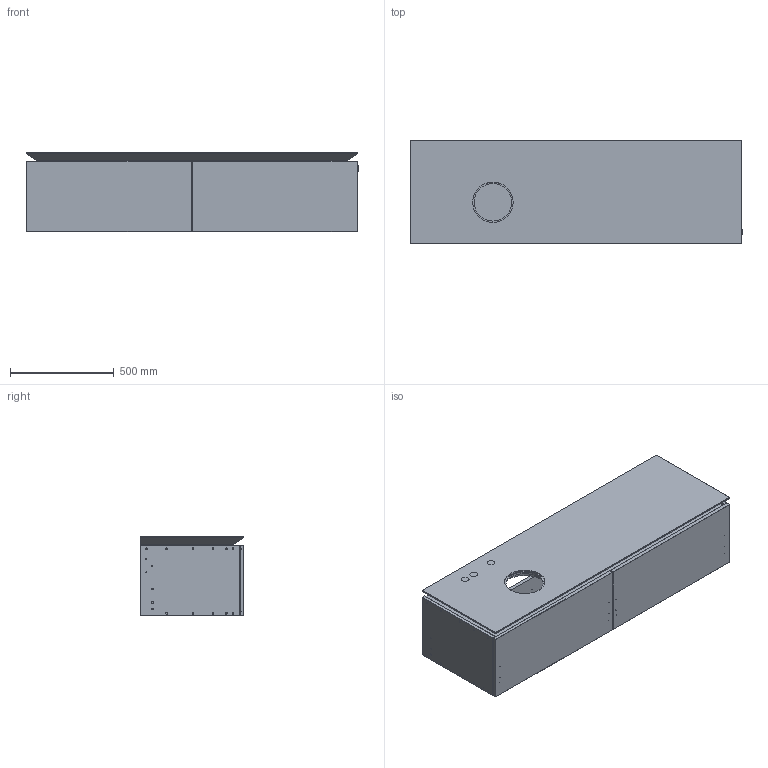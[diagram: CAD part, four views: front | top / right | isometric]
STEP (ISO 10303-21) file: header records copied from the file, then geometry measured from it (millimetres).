
FILE_DESCRIPTION((' '),'2;1');
FILE_NAME('B59500_B595L0.stp','2022-05-16T08:07:35',(' '),(' '),' ','ACIS',' ');
FILE_SCHEMA(('CONFIG_CONTROL_DESIGN'));
Length unit declared in the file: millimetre
Products named in the file (18): B59500_B595L0.stp; Körper1; Körper2; Körper3; Körper4; Körper5; Körper6; Körper7; Körper8; Körper9; Körper10; Körper11; Körper12; Körper13; Körper14; Körper15; Körper16; Körper17
Assembly tree (17 placements, depth 2):
  B59500_B595L0.stp
    Körper1
    Körper2
    Körper3
    Körper4
    Körper5
    Körper6
    Körper7
    Körper8
    Körper9
    Körper10
    Körper11
    Körper12
    Körper13
    Körper14
    Körper15
    Körper16
    Körper17
Bounding box: 1601.5 x 500 x 381.8 mm (x, y, z)
Volume: 78135550 mm3; surface area: 7994468.5 mm2
Topology: 17 solids, 17 shells, 655 faces, 1323 edges, 896 vertices
Faces by surface type: plane 398, cylinder 255, cone 1, torus 1
Full cylindrical faces by diameter (mm): 3 x82, 5 x25, 6.5 x4, 8 x51, 8.01 x38, 10 x16, 26 x1
Entity records: 18494 total; most frequent: DIRECTION 2972, CARTESIAN_POINT 2648, ORIENTED_EDGE 2118, AXIS2_PLACEMENT_3D 1228, EDGE_LOOP 1120, EDGE_CURVE 1059, VERTEX_POINT 851, FACE_OUTER_BOUND 655
